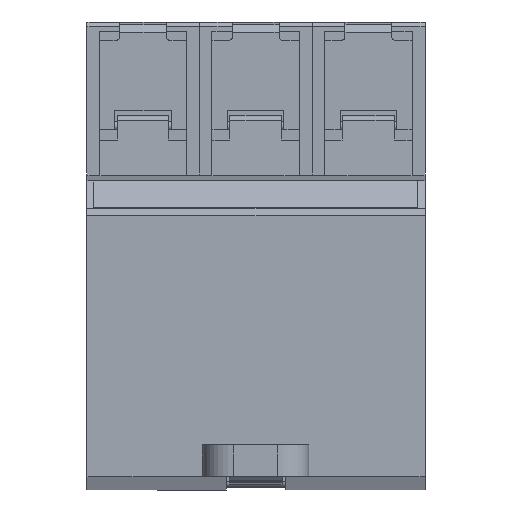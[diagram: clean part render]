
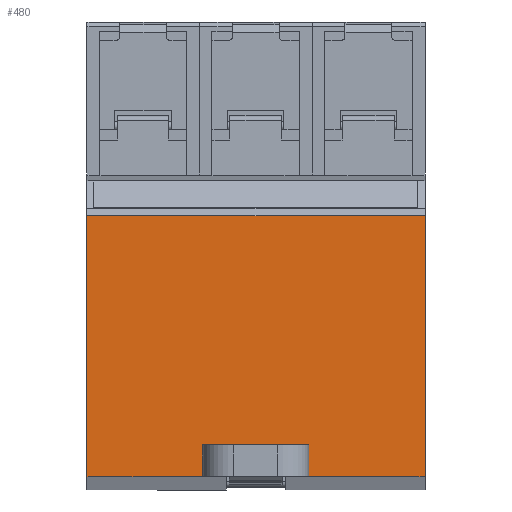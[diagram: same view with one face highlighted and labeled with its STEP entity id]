
A CAD part, front view. The second image highlights one B-rep face of the part: STEP entity #480.
In plain terms, the highlighted planar face has unit normal (0, -1, 0).
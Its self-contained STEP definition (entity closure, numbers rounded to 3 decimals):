
#345=AXIS2_PLACEMENT_3D('Plane Axis2P3D',#342,#343,#344) ;
#50=CARTESIAN_POINT('Vertex',(0.,6.001,43.788)) ;
#53=CARTESIAN_POINT('Line Origine',(27.,6.001,43.788)) ;
#57=CARTESIAN_POINT('Vertex',(54.,6.001,43.788)) ;
#157=CARTESIAN_POINT('Line Origine',(54.,6.001,22.954)) ;
#161=CARTESIAN_POINT('Vertex',(54.,6.001,2.12)) ;
#342=CARTESIAN_POINT('Axis2P3D Location',(29.01,6.001,7.202)) ;
#347=CARTESIAN_POINT('Line Origine',(0.,6.001,22.954)) ;
#351=CARTESIAN_POINT('Vertex',(0.,6.001,2.12)) ;
#354=CARTESIAN_POINT('Line Origine',(0.534,6.001,2.12)) ;
#358=CARTESIAN_POINT('Vertex',(1.067,6.001,2.12)) ;
#361=CARTESIAN_POINT('Line Origine',(7.677,6.001,2.12)) ;
#365=CARTESIAN_POINT('Vertex',(14.286,6.001,2.12)) ;
#368=CARTESIAN_POINT('Line Origine',(15.736,6.001,2.12)) ;
#372=CARTESIAN_POINT('Vertex',(17.185,6.001,2.12)) ;
#375=CARTESIAN_POINT('Line Origine',(18.595,6.001,2.12)) ;
#379=CARTESIAN_POINT('Vertex',(20.004,6.001,2.12)) ;
#383=CARTESIAN_POINT('Control Point',(20.003,6.001,2.12)) ;
#384=CARTESIAN_POINT('Control Point',(20.004,6.001,2.12)) ;
#385=CARTESIAN_POINT('Control Point',(20.005,6.001,2.12)) ;
#386=CARTESIAN_POINT('Control Point',(20.005,6.001,2.12)) ;
#387=CARTESIAN_POINT('Control Point',(20.006,6.001,2.12)) ;
#388=CARTESIAN_POINT('Control Point',(20.006,6.001,2.12)) ;
#389=CARTESIAN_POINT('Vertex',(20.006,6.001,2.12)) ;
#392=CARTESIAN_POINT('Line Origine',(21.137,6.001,2.12)) ;
#396=CARTESIAN_POINT('Vertex',(22.268,6.001,2.12)) ;
#399=CARTESIAN_POINT('Line Origine',(22.268,6.001,3.204)) ;
#403=CARTESIAN_POINT('Vertex',(22.268,6.001,4.287)) ;
#406=CARTESIAN_POINT('Line Origine',(21.183,6.001,4.287)) ;
#410=CARTESIAN_POINT('Vertex',(20.099,6.001,4.287)) ;
#413=CARTESIAN_POINT('Line Origine',(20.099,6.001,5.744)) ;
#417=CARTESIAN_POINT('Vertex',(20.099,6.001,7.202)) ;
#420=CARTESIAN_POINT('Line Origine',(27.,6.001,7.202)) ;
#424=CARTESIAN_POINT('Vertex',(33.901,6.001,7.202)) ;
#427=CARTESIAN_POINT('Line Origine',(33.901,6.001,5.744)) ;
#431=CARTESIAN_POINT('Vertex',(33.901,6.001,4.287)) ;
#434=CARTESIAN_POINT('Line Origine',(32.817,6.001,4.287)) ;
#438=CARTESIAN_POINT('Vertex',(31.732,6.001,4.287)) ;
#441=CARTESIAN_POINT('Line Origine',(31.732,6.001,3.204)) ;
#445=CARTESIAN_POINT('Vertex',(31.732,6.001,2.12)) ;
#448=CARTESIAN_POINT('Line Origine',(32.817,6.001,2.12)) ;
#452=CARTESIAN_POINT('Vertex',(33.901,6.001,2.12)) ;
#455=CARTESIAN_POINT('Line Origine',(43.951,6.001,2.12)) ;
#54=DIRECTION('Vector Direction',(-1.,0.,0.)) ;
#158=DIRECTION('Vector Direction',(0.,0.,1.)) ;
#343=DIRECTION('Axis2P3D Direction',(0.,-1.,0.)) ;
#344=DIRECTION('Axis2P3D XDirection',(1.,0.,0.)) ;
#348=DIRECTION('Vector Direction',(0.,0.,-1.)) ;
#355=DIRECTION('Vector Direction',(1.,0.,0.)) ;
#362=DIRECTION('Vector Direction',(-1.,0.,0.)) ;
#369=DIRECTION('Vector Direction',(-1.,0.,0.)) ;
#376=DIRECTION('Vector Direction',(1.,0.,0.)) ;
#393=DIRECTION('Vector Direction',(-1.,0.,0.)) ;
#400=DIRECTION('Vector Direction',(0.,0.,1.)) ;
#407=DIRECTION('Vector Direction',(-1.,0.,0.)) ;
#414=DIRECTION('Vector Direction',(0.,0.,1.)) ;
#421=DIRECTION('Vector Direction',(-1.,0.,0.)) ;
#428=DIRECTION('Vector Direction',(0.,0.,-1.)) ;
#435=DIRECTION('Vector Direction',(1.,0.,0.)) ;
#442=DIRECTION('Vector Direction',(0.,0.,1.)) ;
#449=DIRECTION('Vector Direction',(1.,0.,0.)) ;
#456=DIRECTION('Vector Direction',(1.,0.,0.)) ;
#55=VECTOR('Line Direction',#54,1.) ;
#159=VECTOR('Line Direction',#158,1.) ;
#349=VECTOR('Line Direction',#348,1.) ;
#356=VECTOR('Line Direction',#355,1.) ;
#363=VECTOR('Line Direction',#362,1.) ;
#370=VECTOR('Line Direction',#369,1.) ;
#377=VECTOR('Line Direction',#376,1.) ;
#394=VECTOR('Line Direction',#393,1.) ;
#401=VECTOR('Line Direction',#400,1.) ;
#408=VECTOR('Line Direction',#407,1.) ;
#415=VECTOR('Line Direction',#414,1.) ;
#422=VECTOR('Line Direction',#421,1.) ;
#429=VECTOR('Line Direction',#428,1.) ;
#436=VECTOR('Line Direction',#435,1.) ;
#443=VECTOR('Line Direction',#442,1.) ;
#450=VECTOR('Line Direction',#449,1.) ;
#457=VECTOR('Line Direction',#456,1.) ;
#461=ORIENTED_EDGE('',*,*,#59,.T.) ;
#462=ORIENTED_EDGE('',*,*,#353,.T.) ;
#463=ORIENTED_EDGE('',*,*,#360,.T.) ;
#464=ORIENTED_EDGE('',*,*,#367,.T.) ;
#465=ORIENTED_EDGE('',*,*,#374,.T.) ;
#466=ORIENTED_EDGE('',*,*,#381,.F.) ;
#467=ORIENTED_EDGE('',*,*,#391,.F.) ;
#468=ORIENTED_EDGE('',*,*,#398,.F.) ;
#469=ORIENTED_EDGE('',*,*,#405,.F.) ;
#470=ORIENTED_EDGE('',*,*,#412,.F.) ;
#471=ORIENTED_EDGE('',*,*,#419,.F.) ;
#472=ORIENTED_EDGE('',*,*,#426,.F.) ;
#473=ORIENTED_EDGE('',*,*,#433,.T.) ;
#474=ORIENTED_EDGE('',*,*,#440,.F.) ;
#475=ORIENTED_EDGE('',*,*,#447,.F.) ;
#476=ORIENTED_EDGE('',*,*,#454,.T.) ;
#477=ORIENTED_EDGE('',*,*,#459,.F.) ;
#478=ORIENTED_EDGE('',*,*,#163,.T.) ;
#480=ADVANCED_FACE('SOCKEL',(#479),#346,.T.) ;
#382=B_SPLINE_CURVE_WITH_KNOTS('',5,(#383,#384,#385,#386,#387,#388),.UNSPECIFIED.,.F.,.U.,(6,6),(0.,0.004),.UNSPECIFIED.) ;
#59=EDGE_CURVE('',#58,#51,#56,.T.) ;
#163=EDGE_CURVE('',#162,#58,#160,.T.) ;
#353=EDGE_CURVE('',#51,#352,#350,.T.) ;
#360=EDGE_CURVE('',#352,#359,#357,.T.) ;
#367=EDGE_CURVE('',#359,#366,#364,.F.) ;
#374=EDGE_CURVE('',#366,#373,#371,.F.) ;
#381=EDGE_CURVE('',#380,#373,#378,.F.) ;
#391=EDGE_CURVE('',#390,#380,#382,.F.) ;
#398=EDGE_CURVE('',#397,#390,#395,.T.) ;
#405=EDGE_CURVE('',#404,#397,#402,.F.) ;
#412=EDGE_CURVE('',#411,#404,#409,.F.) ;
#419=EDGE_CURVE('',#418,#411,#416,.F.) ;
#426=EDGE_CURVE('',#425,#418,#423,.T.) ;
#433=EDGE_CURVE('',#425,#432,#430,.T.) ;
#440=EDGE_CURVE('',#439,#432,#437,.T.) ;
#447=EDGE_CURVE('',#446,#439,#444,.T.) ;
#454=EDGE_CURVE('',#446,#453,#451,.T.) ;
#459=EDGE_CURVE('',#162,#453,#458,.F.) ;
#460=EDGE_LOOP('',(#461,#462,#463,#464,#465,#466,#467,#468,#469,#470,#471,#472,#473,#474,#475,#476,#477,#478)) ;
#479=FACE_OUTER_BOUND('',#460,.T.) ;
#56=LINE('Line',#53,#55) ;
#160=LINE('Line',#157,#159) ;
#350=LINE('Line',#347,#349) ;
#357=LINE('Line',#354,#356) ;
#364=LINE('Line',#361,#363) ;
#371=LINE('Line',#368,#370) ;
#378=LINE('Line',#375,#377) ;
#395=LINE('Line',#392,#394) ;
#402=LINE('Line',#399,#401) ;
#409=LINE('Line',#406,#408) ;
#416=LINE('Line',#413,#415) ;
#423=LINE('Line',#420,#422) ;
#430=LINE('Line',#427,#429) ;
#437=LINE('Line',#434,#436) ;
#444=LINE('Line',#441,#443) ;
#451=LINE('Line',#448,#450) ;
#458=LINE('Line',#455,#457) ;
#346=PLANE('',#345) ;
#51=VERTEX_POINT('',#50) ;
#58=VERTEX_POINT('',#57) ;
#162=VERTEX_POINT('',#161) ;
#352=VERTEX_POINT('',#351) ;
#359=VERTEX_POINT('',#358) ;
#366=VERTEX_POINT('',#365) ;
#373=VERTEX_POINT('',#372) ;
#380=VERTEX_POINT('',#379) ;
#390=VERTEX_POINT('',#389) ;
#397=VERTEX_POINT('',#396) ;
#404=VERTEX_POINT('',#403) ;
#411=VERTEX_POINT('',#410) ;
#418=VERTEX_POINT('',#417) ;
#425=VERTEX_POINT('',#424) ;
#432=VERTEX_POINT('',#431) ;
#439=VERTEX_POINT('',#438) ;
#446=VERTEX_POINT('',#445) ;
#453=VERTEX_POINT('',#452) ;
